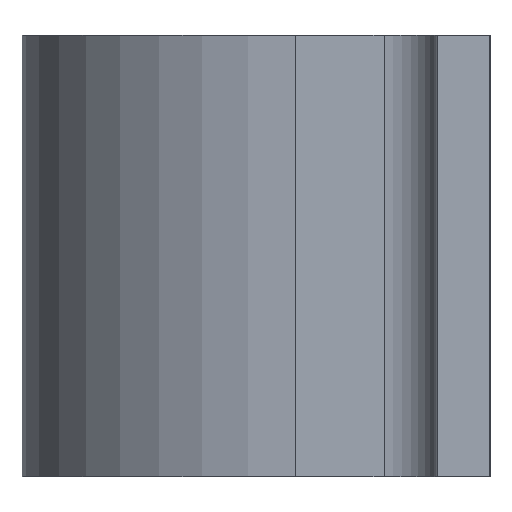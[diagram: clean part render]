
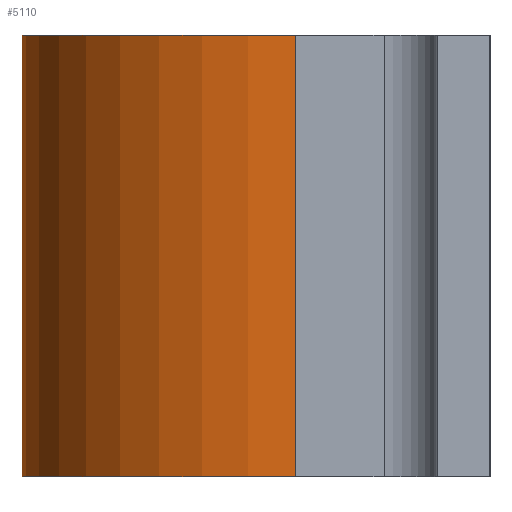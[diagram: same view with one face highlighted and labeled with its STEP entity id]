
A CAD part, left-side view. The second image highlights one B-rep face of the part: STEP entity #5110.
In plain terms, the highlighted cylindrical face has radius 15.5 mm (diameter 31 mm), a partial arc.
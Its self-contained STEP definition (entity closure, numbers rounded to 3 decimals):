
#450=CARTESIAN_POINT('',(15.5,0.,0.));
#460=VERTEX_POINT('',#450);
#490=CARTESIAN_POINT('',(0.,0.,0.));
#500=DIRECTION('',(0.,0.,1.));
#510=DIRECTION('',(1.,0.,0.));
#520=AXIS2_PLACEMENT_3D('',#490,#500,#510);
#530=CIRCLE('',#520,15.5);
#540=CARTESIAN_POINT('',(-15.5,0.,0.));
#550=VERTEX_POINT('',#540);
#560=EDGE_CURVE('',#460,#550,#530,.T.);
#2630=CARTESIAN_POINT('',(-15.5,0.,25.));
#2640=VERTEX_POINT('',#2630);
#2670=CARTESIAN_POINT('',(0.,0.,25.));
#2680=DIRECTION('',(0.,0.,1.));
#2690=DIRECTION('',(1.,0.,0.));
#2700=AXIS2_PLACEMENT_3D('',#2670,#2680,#2690);
#2710=CIRCLE('',#2700,15.5);
#2720=CARTESIAN_POINT('',(15.5,0.,25.));
#2730=VERTEX_POINT('',#2720);
#2740=EDGE_CURVE('',#2730,#2640,#2710,.T.);
#4900=CARTESIAN_POINT('',(0.,0.,0.));
#4910=DIRECTION('',(0.,0.,1.));
#4920=DIRECTION('',(1.,0.,0.));
#4930=AXIS2_PLACEMENT_3D('',#4900,#4910,#4920);
#4940=CYLINDRICAL_SURFACE('',#4930,15.5);
#4950=CARTESIAN_POINT('',(15.5,0.,0.));
#4960=DIRECTION('',(0.,0.,1.));
#4970=VECTOR('',#4960,1.);
#4980=LINE('',#4950,#4970);
#4990=EDGE_CURVE('',#460,#2730,#4980,.T.);
#5000=ORIENTED_EDGE('',*,*,#4990,.F.);
#5010=ORIENTED_EDGE('',*,*,#2740,.F.);
#5020=CARTESIAN_POINT('',(-15.5,0.,0.));
#5030=DIRECTION('',(0.,0.,1.));
#5040=VECTOR('',#5030,1.);
#5050=LINE('',#5020,#5040);
#5060=EDGE_CURVE('',#550,#2640,#5050,.T.);
#5070=ORIENTED_EDGE('',*,*,#5060,.T.);
#5080=ORIENTED_EDGE('',*,*,#560,.T.);
#5090=EDGE_LOOP('',(#5080,#5070,#5010,#5000));
#5100=FACE_OUTER_BOUND('',#5090,.T.);
#5110=ADVANCED_FACE('',(#5100),#4940,.T.);
